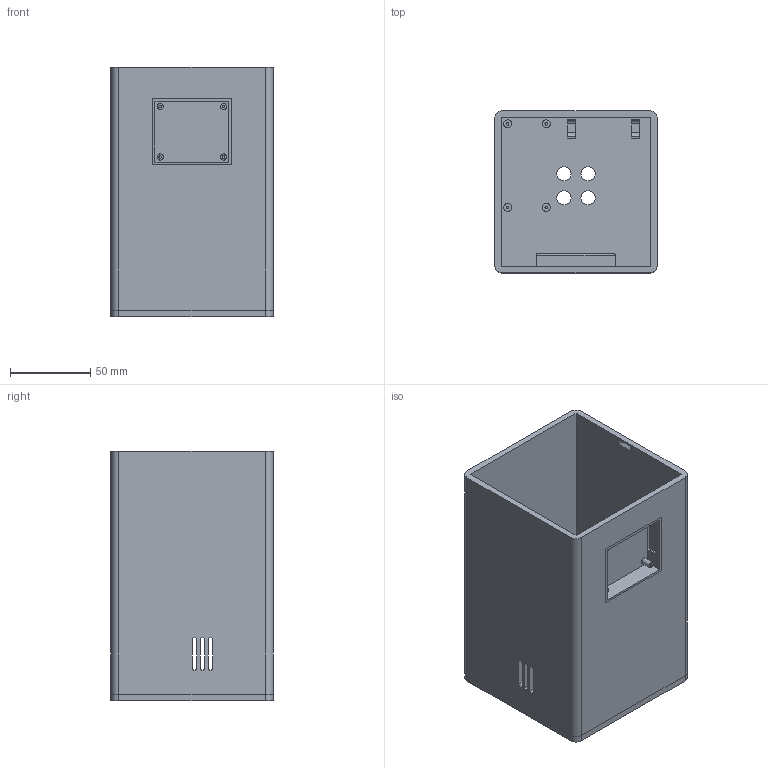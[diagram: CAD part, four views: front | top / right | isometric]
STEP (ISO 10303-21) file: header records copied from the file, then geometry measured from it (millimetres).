
FILE_DESCRIPTION(/* description */ (''),/* implementation_level */ '2;1');
FILE_NAME(/* name */ 'OUTER_BASE.step',/* time_stamp */ '2025-07-28T22:54:24+08:00',/* author */ (''),/* organization */ (''),/* preprocessor_version */ 'ST-DEVELOPER v20.1',/* originating_system */ 'Autodesk Translation Framework v14.10.0.0',/* authorisation */ '');
FILE_SCHEMA (('AUTOMOTIVE_DESIGN { 1 0 10303 214 3 1 1 }'));
Length unit declared in the file: millimetre
Products named in the file (2): OUTER_BASE; OLED Enclosure
Assembly tree (1 placements, depth 2):
  OUTER_BASE
    OLED Enclosure
Bounding box: 101 x 101 x 155 mm (x, y, z)
Volume: 267895.4 mm3; surface area: 147402.5 mm2
Topology: 9 solids, 9 shells, 181 faces, 444 edges, 292 vertices
Faces by surface type: plane 109, cylinder 64, bspline 4, torus 4
Full cylindrical faces by diameter (mm): 1.6 x8, 3.8 x4, 5 x4, 8.8 x4
Entity records: 5597 total; most frequent: CARTESIAN_POINT 1104, DIRECTION 924, ORIENTED_EDGE 888, EDGE_CURVE 444, AXIS2_PLACEMENT_3D 312, LINE 300, VECTOR 300, VERTEX_POINT 292
